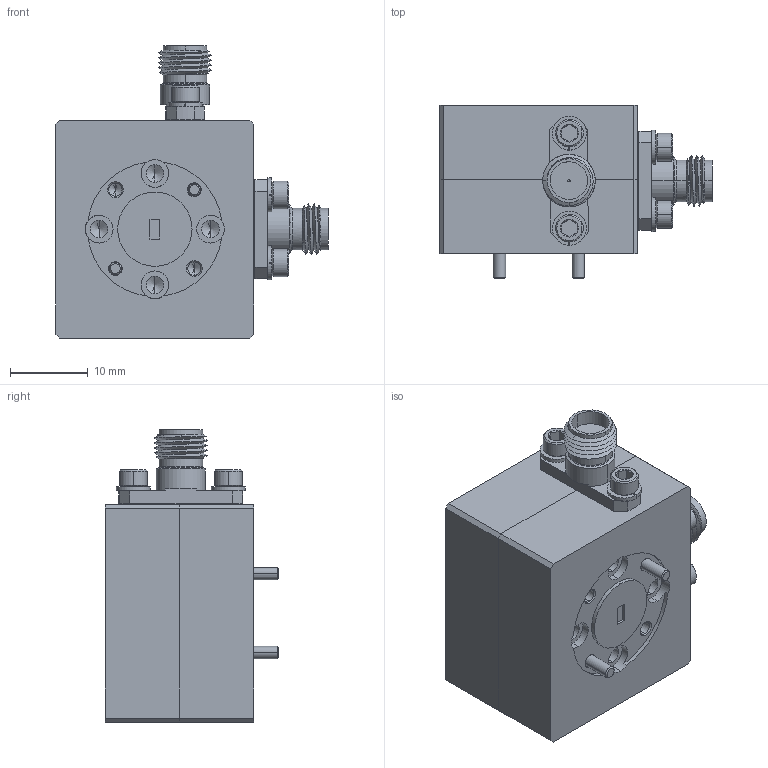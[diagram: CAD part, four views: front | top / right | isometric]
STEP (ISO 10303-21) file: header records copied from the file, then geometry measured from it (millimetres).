
FILE_DESCRIPTION (( 'STEP AP203' ), '1' );
FILE_NAME ('FS-NW-A.STEP', '2022-04-16T00:38:09', ( '' ), ( '' ), 'SwSTEP 2.0', 'SolidWorks 2021', '' );
FILE_SCHEMA (( 'CONFIG_CONTROL_DESIGN' ));
Products named in the file (1): FS-NW-A
Bounding box: 34.92 x 22.28 x 37.47 mm (x, y, z)
Volume: 14022.9 mm3; surface area: 9102.6 mm2
Topology: 23 solids, 23 shells, 1635 faces, 4313 edges, 2785 vertices
Faces by surface type: cylinder 677, plane 514, bspline 254, cone 186, torus 4
Entity records: 72363 total; most frequent: CARTESIAN_POINT 36795, ORIENTED_EDGE 8574, DIRECTION 5860, EDGE_CURVE 4287, VERTEX_POINT 2785, LINE 2120, VECTOR 2120, AXIS2_PLACEMENT_3D 1870
